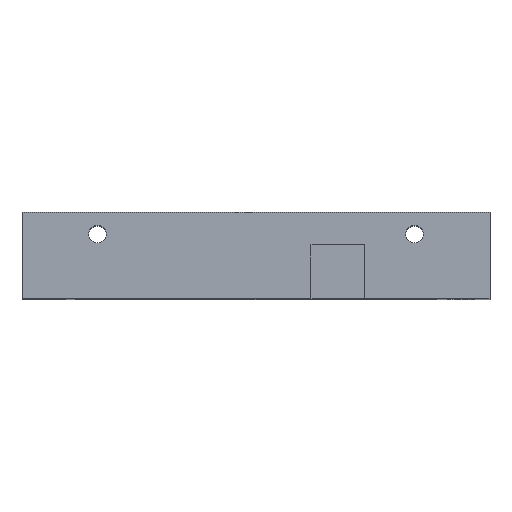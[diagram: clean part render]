
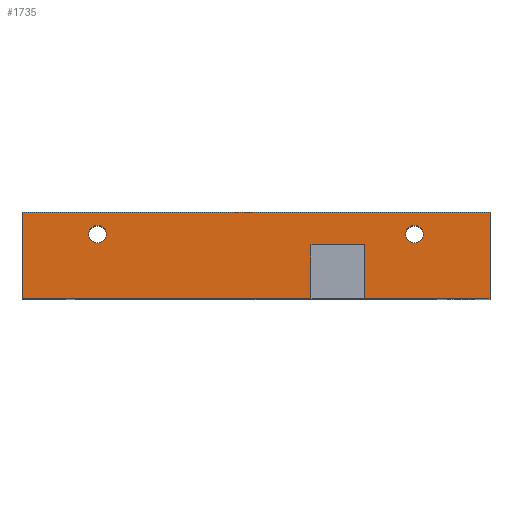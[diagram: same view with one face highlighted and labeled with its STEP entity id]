
A CAD part, top view. The second image highlights one B-rep face of the part: STEP entity #1735.
In plain terms, the highlighted planar face has unit normal (0, 0, 1).
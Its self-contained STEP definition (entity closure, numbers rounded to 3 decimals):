
#70=FACE_BOUND('',#290,.T.);
#71=FACE_BOUND('',#291,.T.);
#106=CIRCLE('',#1834,0.812);
#108=CIRCLE('',#1837,0.812);
#173=FACE_OUTER_BOUND('',#289,.T.);
#289=EDGE_LOOP('',(#1429,#1430,#1431,#1432,#1433,#1434,#1435,#1436));
#290=EDGE_LOOP('',(#1437));
#291=EDGE_LOOP('',(#1438));
#337=LINE('',#2375,#537);
#341=LINE('',#2384,#541);
#345=LINE('',#2391,#545);
#348=LINE('',#2397,#548);
#356=LINE('',#2412,#556);
#447=LINE('',#2649,#647);
#449=LINE('',#2660,#649);
#460=LINE('',#2682,#660);
#537=VECTOR('',#1919,10.);
#541=VECTOR('',#1925,10.);
#545=VECTOR('',#1931,10.);
#548=VECTOR('',#1938,10.);
#556=VECTOR('',#1946,10.);
#647=VECTOR('',#2163,10.);
#649=VECTOR('',#2175,10.);
#660=VECTOR('',#2206,10.);
#737=VERTEX_POINT('',#2373);
#738=VERTEX_POINT('',#2374);
#741=VERTEX_POINT('',#2382);
#742=VERTEX_POINT('',#2383);
#745=VERTEX_POINT('',#2396);
#752=VERTEX_POINT('',#2410);
#809=VERTEX_POINT('',#2558);
#811=VERTEX_POINT('',#2564);
#834=VERTEX_POINT('',#2646);
#835=VERTEX_POINT('',#2648);
#897=EDGE_CURVE('',#737,#738,#337,.T.);
#901=EDGE_CURVE('',#741,#742,#341,.T.);
#905=EDGE_CURVE('',#738,#741,#345,.T.);
#908=EDGE_CURVE('',#737,#745,#348,.T.);
#916=EDGE_CURVE('',#752,#742,#356,.T.);
#989=EDGE_CURVE('',#809,#809,#106,.T.);
#992=EDGE_CURVE('',#811,#811,#108,.T.);
#1035=EDGE_CURVE('',#834,#835,#447,.T.);
#1041=EDGE_CURVE('',#745,#834,#449,.T.);
#1052=EDGE_CURVE('',#752,#835,#460,.T.);
#1429=ORIENTED_EDGE('',*,*,#901,.T.);
#1430=ORIENTED_EDGE('',*,*,#916,.F.);
#1431=ORIENTED_EDGE('',*,*,#1052,.T.);
#1432=ORIENTED_EDGE('',*,*,#1035,.F.);
#1433=ORIENTED_EDGE('',*,*,#1041,.F.);
#1434=ORIENTED_EDGE('',*,*,#908,.F.);
#1435=ORIENTED_EDGE('',*,*,#897,.T.);
#1436=ORIENTED_EDGE('',*,*,#905,.T.);
#1437=ORIENTED_EDGE('',*,*,#989,.T.);
#1438=ORIENTED_EDGE('',*,*,#992,.T.);
#1652=PLANE('',#1871);
#1735=ADVANCED_FACE('',(#173,#70,#71),#1652,.T.);
#1834=AXIS2_PLACEMENT_3D('',#2559,#2077,#2078);
#1837=AXIS2_PLACEMENT_3D('',#2565,#2084,#2085);
#1871=AXIS2_PLACEMENT_3D('',#2683,#2207,#2208);
#1919=DIRECTION('',(0.,1.,0.));
#1925=DIRECTION('',(0.,-1.,0.));
#1931=DIRECTION('',(1.,0.,0.));
#1938=DIRECTION('',(-1.,0.,0.));
#1946=DIRECTION('',(-1.,0.,0.));
#2077=DIRECTION('center_axis',(0.,0.,-1.));
#2078=DIRECTION('ref_axis',(1.,0.,0.));
#2084=DIRECTION('center_axis',(0.,0.,-1.));
#2085=DIRECTION('ref_axis',(1.,0.,0.));
#2163=DIRECTION('',(1.,0.,0.));
#2175=DIRECTION('',(0.,1.,0.));
#2206=DIRECTION('',(0.,1.,0.));
#2207=DIRECTION('center_axis',(0.,0.,1.));
#2208=DIRECTION('ref_axis',(1.,0.,0.));
#2373=CARTESIAN_POINT('',(26.8,0.,43.4));
#2374=CARTESIAN_POINT('',(26.8,5.,43.4));
#2375=CARTESIAN_POINT('',(26.8,0.,43.4));
#2382=CARTESIAN_POINT('',(31.8,5.,43.4));
#2383=CARTESIAN_POINT('',(31.8,0.,43.4));
#2384=CARTESIAN_POINT('',(31.8,2.5,43.4));
#2391=CARTESIAN_POINT('',(13.4,5.,43.4));
#2396=CARTESIAN_POINT('',(0.,0.,43.4));
#2397=CARTESIAN_POINT('',(43.4,0.,43.4));
#2410=CARTESIAN_POINT('',(43.4,0.,43.4));
#2412=CARTESIAN_POINT('',(43.4,0.,43.4));
#2558=CARTESIAN_POINT('',(6.189,6.,43.4));
#2559=CARTESIAN_POINT('Origin',(7.,6.,43.4));
#2564=CARTESIAN_POINT('',(35.589,6.,43.4));
#2565=CARTESIAN_POINT('Origin',(36.4,6.,43.4));
#2646=CARTESIAN_POINT('',(0.,8.,43.4));
#2648=CARTESIAN_POINT('',(43.4,8.,43.4));
#2649=CARTESIAN_POINT('',(0.,8.,43.4));
#2660=CARTESIAN_POINT('',(0.,0.,43.4));
#2682=CARTESIAN_POINT('',(43.4,0.,43.4));
#2683=CARTESIAN_POINT('Origin',(0.,0.,43.4));
